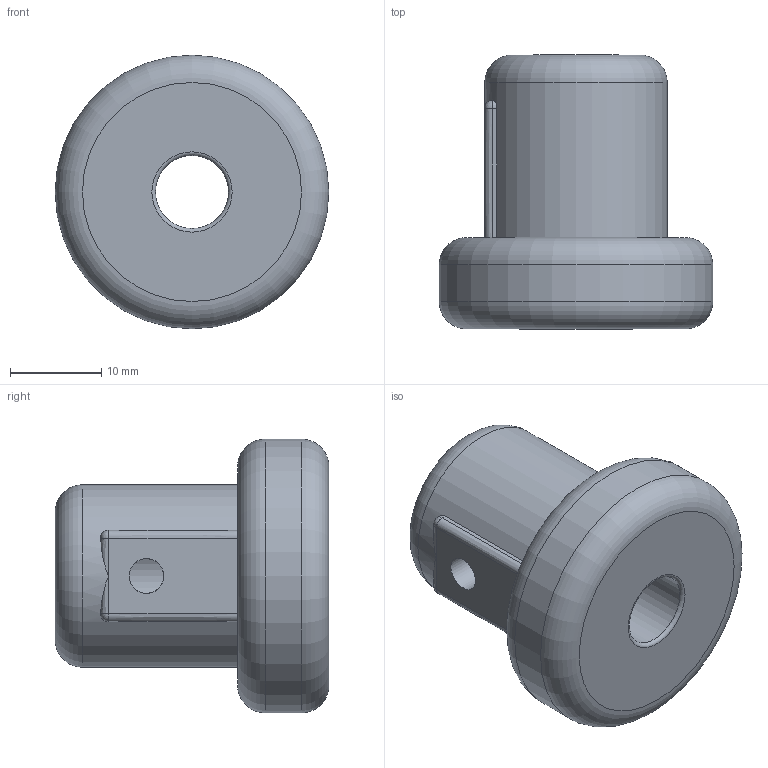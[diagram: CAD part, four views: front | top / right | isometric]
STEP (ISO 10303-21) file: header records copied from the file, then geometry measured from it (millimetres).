
FILE_DESCRIPTION(/* description */ (''),/* implementation_level */ '2;1');
FILE_NAME(/* name */ 'spool_holder_cone_stopper.step',/* time_stamp */ '2018-04-07T15:15:02+02:00',/* author */ (''),/* organization */ (''),/* preprocessor_version */ 'ST-DEVELOPER v16.13',/* originating_system */ 'Autodesk Translation Framework v6.5.0.72',/* authorisation */ '');
FILE_SCHEMA (('AUTOMOTIVE_DESIGN { 1 0 10303 214 3 1 1 }'));
Length unit declared in the file: millimetre
Products named in the file (2): spool_holder_cone_stopper; ConeStopper
Assembly tree (1 placements, depth 2):
  spool_holder_cone_stopper
    ConeStopper
Bounding box: 30 x 30 x 30 mm (x, y, z)
Volume: 11371.8 mm3; surface area: 3994.2 mm2
Topology: 1 solids, 1 shells, 25 faces, 68 edges, 43 vertices
Faces by surface type: bspline 8, plane 8, torus 5, cylinder 4
Full cylindrical faces by diameter (mm): 3.8 x1, 8 x1, 20 x1, 30 x1
Entity records: 1344 total; most frequent: CARTESIAN_POINT 689, ORIENTED_EDGE 132, DIRECTION 120, EDGE_CURVE 66, AXIS2_PLACEMENT_3D 49, VERTEX_POINT 43, CIRCLE 29, EDGE_LOOP 29
